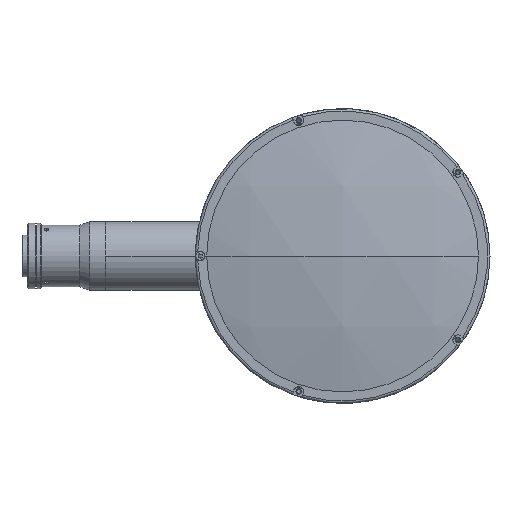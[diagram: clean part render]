
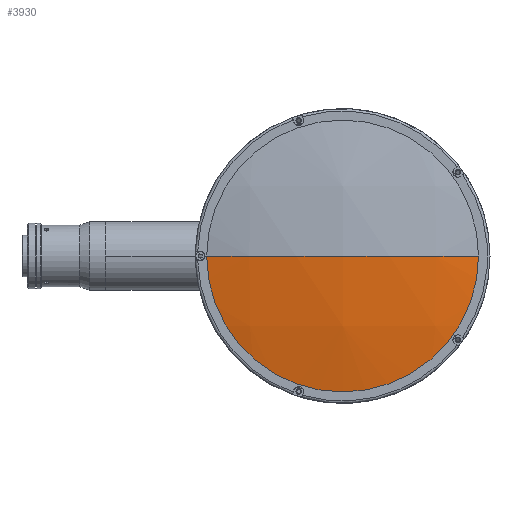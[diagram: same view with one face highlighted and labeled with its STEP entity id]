
A CAD part, left-side view. The second image highlights one B-rep face of the part: STEP entity #3930.
In plain terms, the highlighted spherical face has radius 384 mm.
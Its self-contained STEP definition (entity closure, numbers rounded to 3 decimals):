
#835 = EDGE_LOOP ( 'NONE', ( #8259, #8261, #8260 ) ) ;
#927 = VERTEX_POINT ( 'NONE', #6468 ) ;
#928 = VERTEX_POINT ( 'NONE', #6467 ) ;
#929 = VERTEX_POINT ( 'NONE', #6466 ) ;
#1183 = AXIS2_PLACEMENT_3D ( 'NONE', #4922, #4921, #4920 ) ;
#2055 = DIRECTION ( 'NONE',  ( 0., 0., 1. ) ) ;
#2057 = DIRECTION ( 'NONE',  ( -1., 0., 0. ) ) ;
#2059 = CARTESIAN_POINT ( 'NONE',  ( -354.014, 0.64, 0. ) ) ;
#2100 = DIRECTION ( 'NONE',  ( 0., 1., 0. ) ) ;
#2102 = DIRECTION ( 'NONE',  ( 0., 0., -1. ) ) ;
#2105 = CARTESIAN_POINT ( 'NONE',  ( 20.46, 0.64, 0. ) ) ;
#2165 = DIRECTION ( 'NONE',  ( 1., 0., 0. ) ) ;
#2166 = DIRECTION ( 'NONE',  ( 0., 0., 1. ) ) ;
#2168 = CARTESIAN_POINT ( 'NONE',  ( 20.46, 0.64, 0. ) ) ;
#3580 = AXIS2_PLACEMENT_3D ( 'NONE', #2168, #2166, #2165 ) ;
#3584 = CIRCLE ( 'NONE', #3580, 384. ) ;
#3589 = AXIS2_PLACEMENT_3D ( 'NONE', #2059, #2057, #2055 ) ;
#3595 = AXIS2_PLACEMENT_3D ( 'NONE', #2105, #2102, #2100 ) ;
#3598 = CIRCLE ( 'NONE', #3595, 384. ) ;
#3599 = CIRCLE ( 'NONE', #3589, 85. ) ;
#3741 = EDGE_CURVE ( 'NONE', #928, #929, #3598, .T. ) ;
#3744 = EDGE_CURVE ( 'NONE', #927, #928, #3599, .T. ) ;
#3747 = EDGE_CURVE ( 'NONE', #927, #929, #3584, .T. ) ;
#3930 = ADVANCED_FACE ( 'NONE', ( #4829 ), #4828, .T. ) ;
#4828 = SPHERICAL_SURFACE ( 'NONE', #1183, 384. ) ;
#4829 = FACE_OUTER_BOUND ( 'NONE', #835, .T. ) ;
#4920 = DIRECTION ( 'NONE',  ( 0., 1., 0. ) ) ;
#4921 = DIRECTION ( 'NONE',  ( 0., 0., -1. ) ) ;
#4922 = CARTESIAN_POINT ( 'NONE',  ( 20.46, 0.64, 0. ) ) ;
#6466 = CARTESIAN_POINT ( 'NONE',  ( -363.54, 0.64, 0. ) ) ;
#6467 = CARTESIAN_POINT ( 'NONE',  ( -354.014, -84.36, 0. ) ) ;
#6468 = CARTESIAN_POINT ( 'NONE',  ( -354.014, 85.64, 0. ) ) ;
#8259 = ORIENTED_EDGE ( 'NONE', *, *, #3744, .T. ) ;
#8260 = ORIENTED_EDGE ( 'NONE', *, *, #3747, .F. ) ;
#8261 = ORIENTED_EDGE ( 'NONE', *, *, #3741, .T. ) ;
